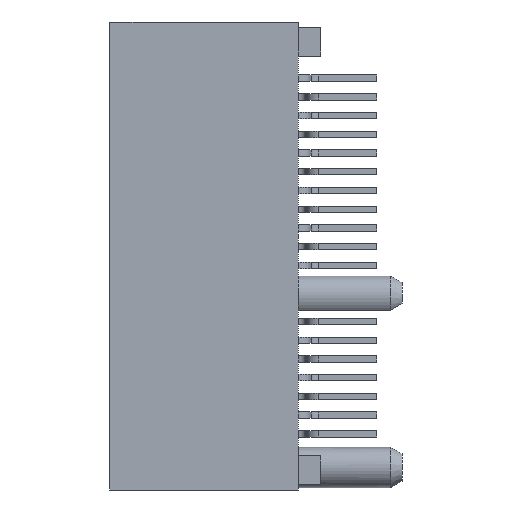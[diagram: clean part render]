
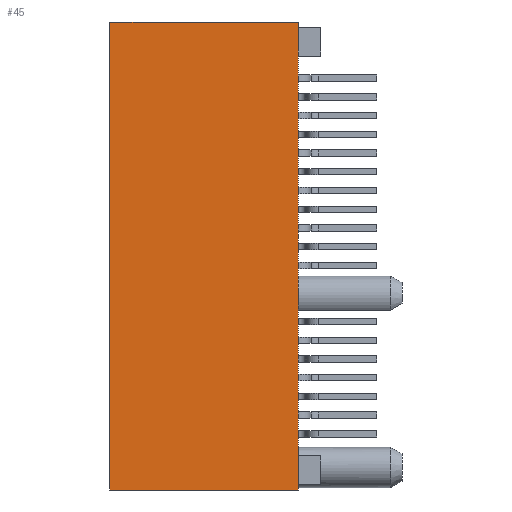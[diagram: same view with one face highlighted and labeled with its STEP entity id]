
A CAD part, left-side view. The second image highlights one B-rep face of the part: STEP entity #45.
In plain terms, the highlighted planar face has unit normal (-1, 0, 0).
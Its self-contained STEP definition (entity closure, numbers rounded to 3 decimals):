
#45 = ADVANCED_FACE ( 'NONE', ( #15461 ), #3479, .T. ) ;
#837 = ORIENTED_EDGE ( 'NONE', *, *, #7163, .F. ) ;
#838 = ORIENTED_EDGE ( 'NONE', *, *, #7162, .F. ) ;
#839 = ORIENTED_EDGE ( 'NONE', *, *, #7161, .T. ) ;
#841 = ORIENTED_EDGE ( 'NONE', *, *, #7286, .T. ) ;
#2207 = VERTEX_POINT ( 'NONE', #5261 ) ;
#2483 = VERTEX_POINT ( 'NONE', #5145 ) ;
#2691 = VERTEX_POINT ( 'NONE', #4157 ) ;
#2903 = VERTEX_POINT ( 'NONE', #3330 ) ;
#3330 = CARTESIAN_POINT ( 'NONE',  ( -3.75, 10.05, 0. ) ) ;
#3468 = DIRECTION ( 'NONE',  ( 0., 0., 1. ) ) ;
#3469 = DIRECTION ( 'NONE',  ( -1., 0., 0. ) ) ;
#3470 = CARTESIAN_POINT ( 'NONE',  ( -3.75, 0., -25. ) ) ;
#3479 = PLANE ( 'NONE',  #7607 ) ;
#4157 = CARTESIAN_POINT ( 'NONE',  ( -3.75, 0., -25. ) ) ;
#4179 = LINE ( 'NONE', #13719, #4200 ) ;
#4190 = LINE ( 'NONE', #13734, #4196 ) ;
#4196 = VECTOR ( 'NONE', #13736, 1000. ) ;
#4198 = LINE ( 'NONE', #13738, #4203 ) ;
#4200 = VECTOR ( 'NONE', #13737, 1000. ) ;
#4203 = VECTOR ( 'NONE', #13739, 1000. ) ;
#4658 = LINE ( 'NONE', #13988, #4661 ) ;
#4661 = VECTOR ( 'NONE', #13989, 1000. ) ;
#5145 = CARTESIAN_POINT ( 'NONE',  ( -3.75, 0., 0. ) ) ;
#5261 = CARTESIAN_POINT ( 'NONE',  ( -3.75, 10.05, -25. ) ) ;
#7161 = EDGE_CURVE ( 'NONE', #2207, #2691, #4190, .T. ) ;
#7162 = EDGE_CURVE ( 'NONE', #2207, #2903, #4179, .T. ) ;
#7163 = EDGE_CURVE ( 'NONE', #2903, #2483, #4198, .T. ) ;
#7286 = EDGE_CURVE ( 'NONE', #2691, #2483, #4658, .T. ) ;
#7607 = AXIS2_PLACEMENT_3D ( 'NONE', #3470, #3469, #3468 ) ;
#13719 = CARTESIAN_POINT ( 'NONE',  ( -3.75, 10.05, -25. ) ) ;
#13734 = CARTESIAN_POINT ( 'NONE',  ( -3.75, 0., -25. ) ) ;
#13736 = DIRECTION ( 'NONE',  ( 0., -1., 0. ) ) ;
#13737 = DIRECTION ( 'NONE',  ( 0., 0., 1. ) ) ;
#13738 = CARTESIAN_POINT ( 'NONE',  ( -3.75, 0., 0. ) ) ;
#13739 = DIRECTION ( 'NONE',  ( 0., -1., 0. ) ) ;
#13988 = CARTESIAN_POINT ( 'NONE',  ( -3.75, 0., -25. ) ) ;
#13989 = DIRECTION ( 'NONE',  ( 0., 0., 1. ) ) ;
#15263 = EDGE_LOOP ( 'NONE', ( #837, #838, #839, #841 ) ) ;
#15461 = FACE_OUTER_BOUND ( 'NONE', #15263, .T. ) ;
